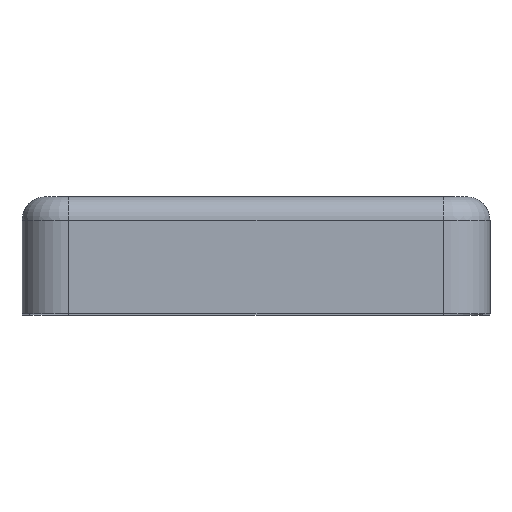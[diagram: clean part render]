
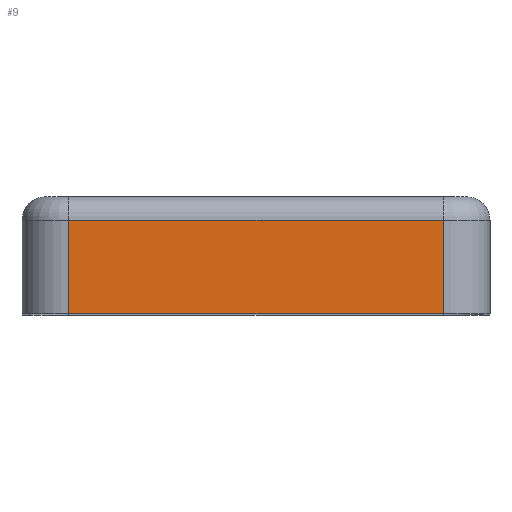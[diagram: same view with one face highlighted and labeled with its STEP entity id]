
A CAD part, top view. The second image highlights one B-rep face of the part: STEP entity #9.
In plain terms, the highlighted planar face has unit normal (0, 0, 1).
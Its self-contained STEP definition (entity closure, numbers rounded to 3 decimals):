
#9 = ADVANCED_FACE ( 'NONE', ( #285 ), #1510, .T. ) ;
#97 = CARTESIAN_POINT ( 'NONE',  ( 8., -5., 16.3 ) ) ;
#103 = CARTESIAN_POINT ( 'NONE',  ( -8., -5., 16.3 ) ) ;
#192 = EDGE_CURVE ( 'NONE', #1202, #1813, #1389, .T. ) ;
#216 = CARTESIAN_POINT ( 'NONE',  ( -8., -5., 16.3 ) ) ;
#219 = VECTOR ( 'NONE', #996, 1000. ) ;
#260 = DIRECTION ( 'NONE',  ( 0., 0., 1. ) ) ;
#276 = DIRECTION ( 'NONE',  ( 0., -1., 0. ) ) ;
#285 = FACE_OUTER_BOUND ( 'NONE', #2572, .T. ) ;
#606 = CARTESIAN_POINT ( 'NONE',  ( 8., -1., 16.3 ) ) ;
#725 = EDGE_CURVE ( 'NONE', #1324, #990, #1426, .T. ) ;
#732 = AXIS2_PLACEMENT_3D ( 'NONE', #2530, #260, #1103 ) ;
#798 = VECTOR ( 'NONE', #2475, 1000. ) ;
#990 = VERTEX_POINT ( 'NONE', #606 ) ;
#996 = DIRECTION ( 'NONE',  ( 1., 0., 0. ) ) ;
#1103 = DIRECTION ( 'NONE',  ( 1., 0., 0. ) ) ;
#1199 = ORIENTED_EDGE ( 'NONE', *, *, #2303, .F. ) ;
#1202 = VERTEX_POINT ( 'NONE', #216 ) ;
#1304 = ORIENTED_EDGE ( 'NONE', *, *, #725, .F. ) ;
#1324 = VERTEX_POINT ( 'NONE', #2586 ) ;
#1387 = VECTOR ( 'NONE', #2091, 1000. ) ;
#1389 = LINE ( 'NONE', #103, #219 ) ;
#1407 = CARTESIAN_POINT ( 'NONE',  ( 8., 0., 16.3 ) ) ;
#1426 = LINE ( 'NONE', #2686, #1387 ) ;
#1510 = PLANE ( 'NONE',  #732 ) ;
#1716 = ORIENTED_EDGE ( 'NONE', *, *, #192, .T. ) ;
#1813 = VERTEX_POINT ( 'NONE', #97 ) ;
#1935 = ORIENTED_EDGE ( 'NONE', *, *, #2010, .T. ) ;
#2010 = EDGE_CURVE ( 'NONE', #1324, #1202, #2531, .T. ) ;
#2091 = DIRECTION ( 'NONE',  ( 1., 0., 0. ) ) ;
#2139 = CARTESIAN_POINT ( 'NONE',  ( -8., 0., 16.3 ) ) ;
#2263 = VECTOR ( 'NONE', #276, 1000. ) ;
#2303 = EDGE_CURVE ( 'NONE', #990, #1813, #2694, .T. ) ;
#2475 = DIRECTION ( 'NONE',  ( 0., -1., 0. ) ) ;
#2530 = CARTESIAN_POINT ( 'NONE',  ( -8., 0., 16.3 ) ) ;
#2531 = LINE ( 'NONE', #2139, #2263 ) ;
#2572 = EDGE_LOOP ( 'NONE', ( #1716, #1199, #1304, #1935 ) ) ;
#2586 = CARTESIAN_POINT ( 'NONE',  ( -8., -1., 16.3 ) ) ;
#2686 = CARTESIAN_POINT ( 'NONE',  ( -8., -1., 16.3 ) ) ;
#2694 = LINE ( 'NONE', #1407, #798 ) ;
